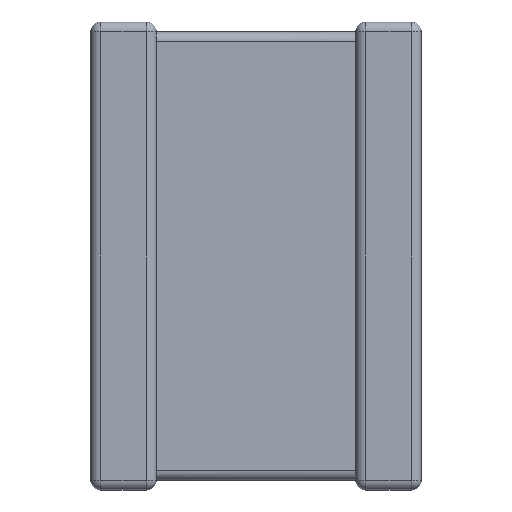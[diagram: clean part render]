
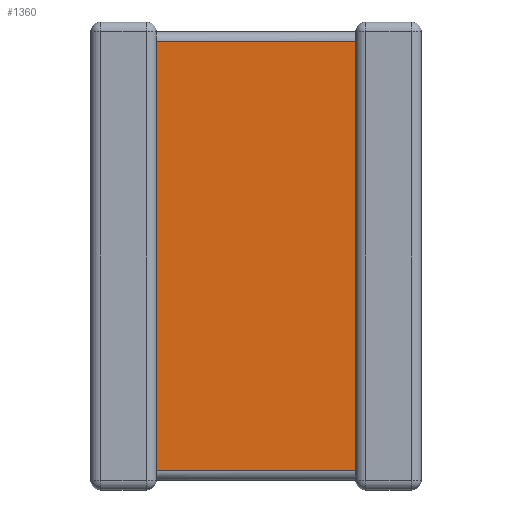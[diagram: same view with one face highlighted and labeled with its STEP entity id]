
A CAD part, front view. The second image highlights one B-rep face of the part: STEP entity #1360.
In plain terms, the highlighted planar face has unit normal (0, -1, 0).
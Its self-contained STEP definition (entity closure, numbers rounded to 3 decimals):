
#43 = LINE ( 'NONE', #3859, #911 ) ;
#44 = DIRECTION ( 'NONE',  ( -1., 0., 0. ) ) ;
#76 = LINE ( 'NONE', #4538, #2076 ) ;
#308 = VERTEX_POINT ( 'NONE', #2057 ) ;
#629 = CARTESIAN_POINT ( 'NONE',  ( 0.95, 0.141, -6.517 ) ) ;
#742 = VERTEX_POINT ( 'NONE', #3194 ) ;
#788 = VERTEX_POINT ( 'NONE', #629 ) ;
#802 = EDGE_CURVE ( 'NONE', #788, #308, #1086, .T. ) ;
#832 = FACE_OUTER_BOUND ( 'NONE', #3608, .T. ) ;
#911 = VECTOR ( 'NONE', #4552, 1000. ) ;
#922 = EDGE_CURVE ( 'NONE', #308, #742, #43, .T. ) ;
#933 = ORIENTED_EDGE ( 'NONE', *, *, #3294, .T. ) ;
#1065 = CARTESIAN_POINT ( 'NONE',  ( 0.95, 0.141, -0.283 ) ) ;
#1086 = LINE ( 'NONE', #1378, #1228 ) ;
#1136 = EDGE_CURVE ( 'NONE', #788, #3394, #76, .T. ) ;
#1179 = PLANE ( 'NONE',  #4500 ) ;
#1228 = VECTOR ( 'NONE', #3468, 1000. ) ;
#1229 = CARTESIAN_POINT ( 'NONE',  ( 0.95, 0.141, -6.8 ) ) ;
#1346 = VECTOR ( 'NONE', #44, 1000. ) ;
#1360 = ADVANCED_FACE ( 'NONE', ( #832 ), #1179, .T. ) ;
#1378 = CARTESIAN_POINT ( 'NONE',  ( 3.85, 0.141, -6.517 ) ) ;
#1543 = DIRECTION ( 'NONE',  ( 1., 0., 0. ) ) ;
#2057 = CARTESIAN_POINT ( 'NONE',  ( 3.85, 0.141, -6.517 ) ) ;
#2062 = ORIENTED_EDGE ( 'NONE', *, *, #802, .T. ) ;
#2076 = VECTOR ( 'NONE', #4173, 1000. ) ;
#2621 = CARTESIAN_POINT ( 'NONE',  ( 0.95, 0.141, -0.283 ) ) ;
#3194 = CARTESIAN_POINT ( 'NONE',  ( 3.85, 0.141, -0.283 ) ) ;
#3294 = EDGE_CURVE ( 'NONE', #742, #3394, #4427, .T. ) ;
#3371 = DIRECTION ( 'NONE',  ( 0., -1., 0. ) ) ;
#3394 = VERTEX_POINT ( 'NONE', #2621 ) ;
#3468 = DIRECTION ( 'NONE',  ( 1., 0., 0. ) ) ;
#3593 = ORIENTED_EDGE ( 'NONE', *, *, #1136, .F. ) ;
#3608 = EDGE_LOOP ( 'NONE', ( #3593, #2062, #4467, #933 ) ) ;
#3859 = CARTESIAN_POINT ( 'NONE',  ( 3.85, 0.141, -6.8 ) ) ;
#4173 = DIRECTION ( 'NONE',  ( 0., 0., 1. ) ) ;
#4427 = LINE ( 'NONE', #1065, #1346 ) ;
#4467 = ORIENTED_EDGE ( 'NONE', *, *, #922, .T. ) ;
#4500 = AXIS2_PLACEMENT_3D ( 'NONE', #1229, #3371, #1543 ) ;
#4538 = CARTESIAN_POINT ( 'NONE',  ( 0.95, 0.141, -6.8 ) ) ;
#4552 = DIRECTION ( 'NONE',  ( 0., 0., 1. ) ) ;
